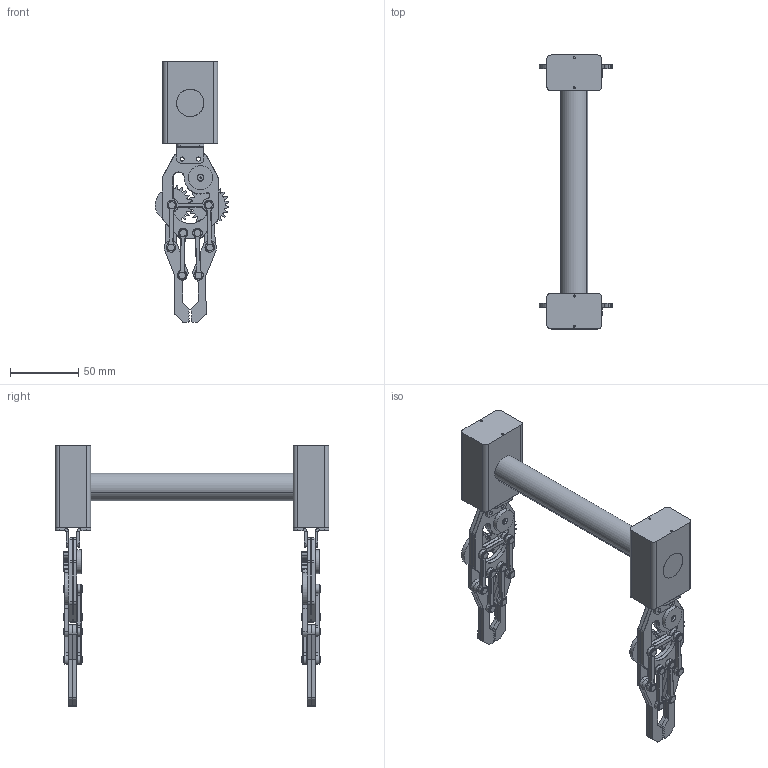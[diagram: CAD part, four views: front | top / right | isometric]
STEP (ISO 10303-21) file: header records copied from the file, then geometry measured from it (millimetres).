
FILE_DESCRIPTION (( 'STEP AP214' ), '1' );
FILE_NAME ('[SPCN m?i] Assem s?n ph?m cu?i.STEP', '2024-04-19T08:59:08', ( '' ), ( '' ), 'SwSTEP 2.0', 'SolidWorks 2019', '' );
FILE_SCHEMA (( 'AUTOMOTIVE_DESIGN' ));
Length unit declared in the file: millimetre
Products named in the file (13): [SPCN m?i] Part 7; [SPCN m?i] Part 1; [SPCN m?i] Part 5 (nh嫚); [SPCN m?i] Part 6; Assem1; [SPCN m?i] Part 4-2; [SPCN m?i] Gear 4 + Part 8; [SPCN m?i] Connector Tr?c & tay k?p; [SPCN m?i] Part 2; [SPCN m?i] Part 3; [SPCN m?i] Tr?c n?i 2 tay k?p; [SPCN m?i] Assem s?n ph?m cu?i
Assembly tree (55 placements, depth 3):
  [SPCN m?i] Assem s?n ph?m cu?i
    Assem1
      [SPCN m?i] Part 3  x2
      [SPCN m?i] Part 5 (nh嫚)
      [SPCN m?i] Part 4-2
      [SPCN m?i] Part 2  x6
      [SPCN m?i] Part 1  x4
      [SPCN m?i] Part 7  x2
      [SPCN m?i] Part 6  x8
      [SPCN m?i] Gear 4 + Part 8
    [SPCN m?i] Connector Tr?c & tay k?p  x2
    Assem1
      [SPCN m?i] Part 3  x2
      [SPCN m?i] Part 5 (nh嫚)
      [SPCN m?i] Part 4-2
      [SPCN m?i] Part 2  x6
      [SPCN m?i] Part 1  x4
      [SPCN m?i] Part 7  x2
      [SPCN m?i] Part 6  x8
      [SPCN m?i] Gear 4 + Part 8
    [SPCN m?i] Tr?c n?i 2 tay k?p
Bounding box: 53.66 x 200 x 190.12 mm (x, y, z)
Volume: 220818.8 mm3; surface area: 88359.2 mm2
Topology: 53 solids, 53 shells, 2586 faces, 6572 edges, 4128 vertices
Faces by surface type: cylinder 1214, plane 860, torus 512
Entity records: 27523 total; most frequent: CARTESIAN_POINT 4838, DIRECTION 4396, ORIENTED_EDGE 4100, EDGE_CURVE 2050, AXIS2_PLACEMENT_3D 1656, VERTEX_POINT 1310, VECTOR 1084, LINE 1084
